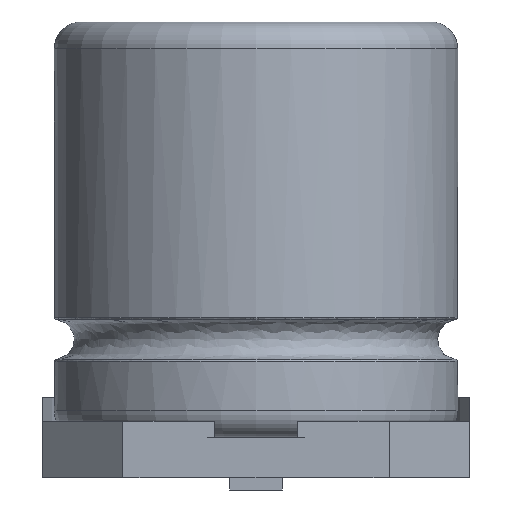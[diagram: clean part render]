
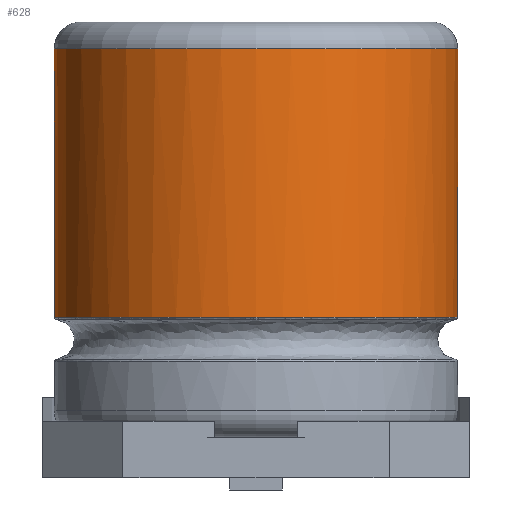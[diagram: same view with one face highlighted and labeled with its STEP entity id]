
A CAD part, left-side view. The second image highlights one B-rep face of the part: STEP entity #628.
In plain terms, the highlighted cylindrical face has radius 2.5 mm (diameter 5 mm), a full revolution.
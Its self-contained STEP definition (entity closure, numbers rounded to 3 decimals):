
#13=DIRECTION('',(0.,0.,1.));
#28=VECTOR('',#13,1.);
#34=DIRECTION('',(0.,0.,-1.));
#35=DIRECTION('',(-1.,0.,0.));
#411=VERTEX_POINT('',#412);
#412=CARTESIAN_POINT('',(-2.5,0.,2.141));
#415=ORIENTED_EDGE('',*,*,#416,.T.);
#416=EDGE_CURVE('',#411,#411,#417,.T.);
#417=( BOUNDED_CURVE() B_SPLINE_CURVE(13,(#412,#418,#419,#420,#421,#422,#423,#424,#425,#426,#427,#428,#429,#430),.UNSPECIFIED.,.T.,.F.) B_SPLINE_CURVE_WITH_KNOTS((14,14),(0.,15.708),.PIECEWISE_BEZIER_KNOTS.) CURVE() GEOMETRIC_REPRESENTATION_ITEM() RATIONAL_B_SPLINE_CURVE((1.,1.,1.,1.,1.,1.,1.,1.,1.,1.,1.,1.,1.,1.)) REPRESENTATION_ITEM('') );
#418=CARTESIAN_POINT('',(-2.5,1.191,2.141));
#419=CARTESIAN_POINT('',(-1.885,2.409,2.141));
#420=CARTESIAN_POINT('',(-0.618,3.28,2.141));
#421=CARTESIAN_POINT('',(1.125,3.414,2.141));
#422=CARTESIAN_POINT('',(2.631,2.486,2.141));
#423=CARTESIAN_POINT('',(3.735,1.13,2.141));
#424=CARTESIAN_POINT('',(3.735,-1.13,2.141));
#425=CARTESIAN_POINT('',(2.631,-2.486,2.141));
#426=CARTESIAN_POINT('',(1.125,-3.414,2.141));
#427=CARTESIAN_POINT('',(-0.618,-3.28,2.141));
#428=CARTESIAN_POINT('',(-1.885,-2.409,2.141));
#429=CARTESIAN_POINT('',(-2.5,-1.191,2.141));
#430=CARTESIAN_POINT('',(-2.5,0.,2.141));
#628=ADVANCED_FACE('',(#629),#643,.T.);
#629=FACE_BOUND('',#630,.F.);
#630=EDGE_LOOP('',(#631,#415,#637,#638));
#631=ORIENTED_EDGE('',*,*,#632,.F.);
#632=EDGE_CURVE('',#411,#633,#635,.T.);
#633=VERTEX_POINT('',#634);
#634=CARTESIAN_POINT('',(-2.5,0.,5.467));
#635=LINE('',#636,#28);
#636=CARTESIAN_POINT('',(-2.5,0.,2.117));
#637=ORIENTED_EDGE('',*,*,#632,.T.);
#638=ORIENTED_EDGE('',*,*,#639,.F.);
#639=EDGE_CURVE('',#633,#633,#640,.T.);
#640=CIRCLE('',#641,2.5);
#641=AXIS2_PLACEMENT_3D('',#642,#34,#35);
#642=CARTESIAN_POINT('',(0.,0.,5.467));
#643=CYLINDRICAL_SURFACE('',#644,2.5);
#644=AXIS2_PLACEMENT_3D('',#645,#13,#35);
#645=CARTESIAN_POINT('',(0.,0.,2.117));
